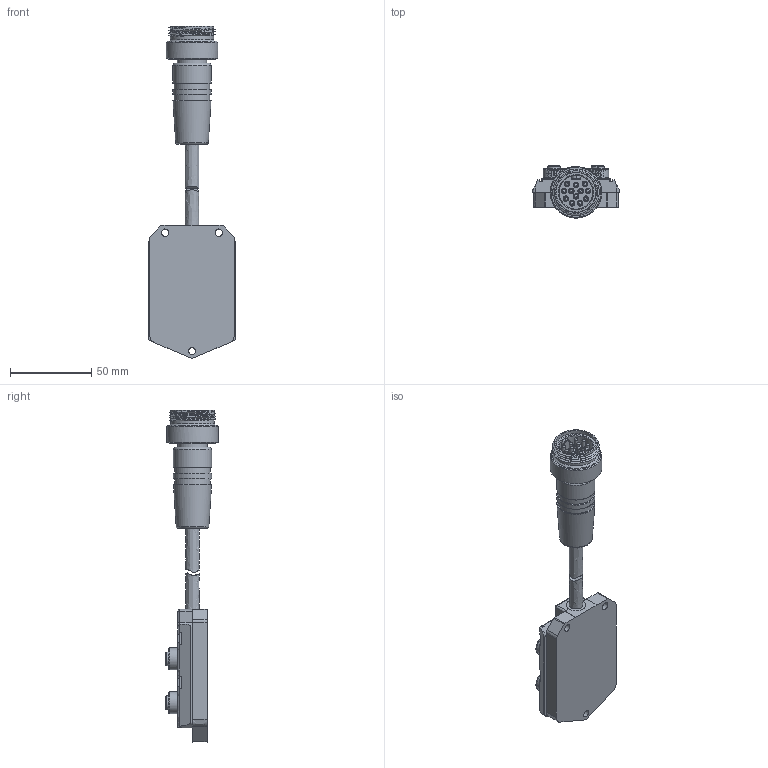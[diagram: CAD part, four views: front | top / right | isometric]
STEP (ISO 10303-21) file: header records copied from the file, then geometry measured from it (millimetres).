
FILE_DESCRIPTION( ('This file contains a STEP AP42 implementation' ,'as created by ZW3D STEP Interface translator.') ,'2;1' );
FILE_NAME( 'ASTR4-5-4XX-PZ12.stp' ,'211222.132628', (''), ('ZWCAD Software Co.'), 'Version 1.0', 'ZW3D to STEP translator', '' );
FILE_SCHEMA(('AUTOMOTIVE_DESIGN'));
Length unit declared in the file: millimetre
Products named in the file (3): 0; ASTR4-5-4XX-30XX; PZ12
Assembly tree (1 placements, depth 2):
  0
  ASTR4-5-4XX-30XX
    PZ12
Bounding box: 54 x 32.37 x 204.66 mm (x, y, z)
Volume: 99936.6 mm3; surface area: 30016.1 mm2
Topology: 3 solids, 3 shells, 703 faces, 1752 edges, 1157 vertices
Faces by surface type: bspline 703
Entity records: 32193 total; most frequent: CARTESIAN_POINT 20946, ORIENTED_EDGE 3472, EDGE_CURVE 1736, B_SPLINE_CURVE_WITH_KNOTS 1320, VERTEX_POINT 1158, EDGE_LOOP 832, FACE_OUTER_BOUND 703, ADVANCED_FACE 703
